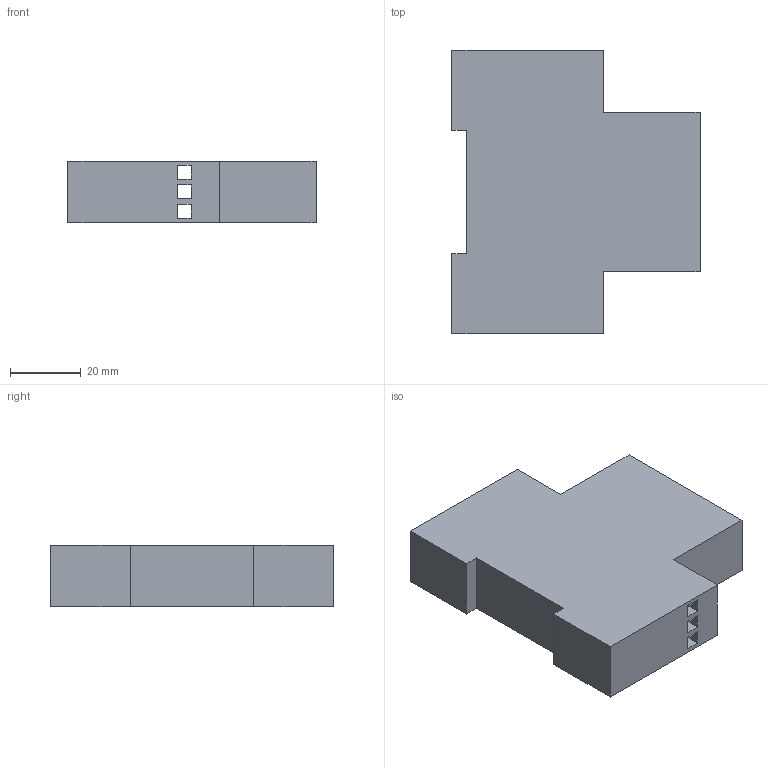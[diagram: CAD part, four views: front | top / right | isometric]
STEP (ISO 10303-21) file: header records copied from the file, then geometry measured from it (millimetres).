
FILE_DESCRIPTION((''),'2;1');
FILE_NAME('700-FEA3TU23-X001','2015-10-16T',('mguelmi'),('Rockwell Automation'),'PRO/ENGINEER BY PARAMETRIC TECHNOLOGY CORPORATION, 2012480','PRO/ENGINEER BY PARAMETRIC TECHNOLOGY CORPORATION, 2012480','');
FILE_SCHEMA(('CONFIG_CONTROL_DESIGN'));
Length unit declared in the file: inch
Products named in the file (1): 700-FEA3TU23-X001
Bounding box: 70.25 x 80.17 x 17.46 mm (x, y, z)
Volume: 74777.6 mm3; surface area: 18686.4 mm2
Topology: 1 solids, 1 shells, 50 faces, 162 edges, 108 vertices
Faces by surface type: plane 38, cylinder 12
Entity records: 1870 total; most frequent: ORIENTED_EDGE 324, CARTESIAN_POINT 320, DIRECTION 310, EDGE_CURVE 162, VECTOR 114, LINE 114, VERTEX_POINT 108, AXIS2_PLACEMENT_3D 98
